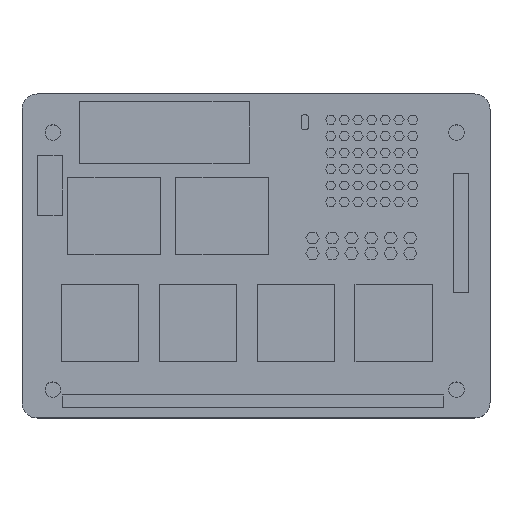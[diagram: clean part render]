
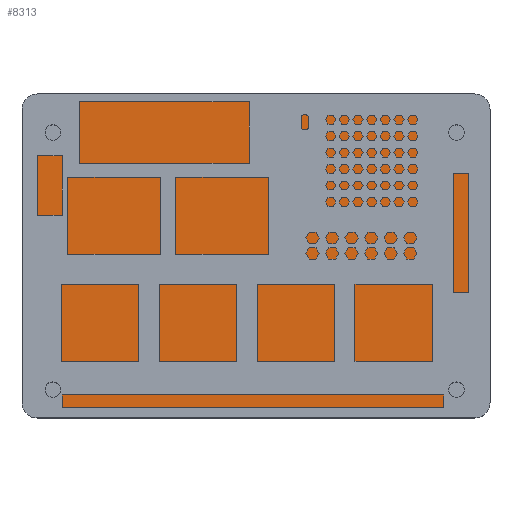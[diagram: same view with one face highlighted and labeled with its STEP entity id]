
A CAD part, top view. The second image highlights one B-rep face of the part: STEP entity #8313.
In plain terms, the highlighted planar face has unit normal (0, 0, 1).
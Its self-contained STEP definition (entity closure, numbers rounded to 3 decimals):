
#21=FACE_BOUND('',#982,.T.);
#22=FACE_BOUND('',#983,.T.);
#23=FACE_BOUND('',#984,.T.);
#24=FACE_BOUND('',#985,.T.);
#175=PLANE('',#8753);
#573=FACE_OUTER_BOUND('',#981,.T.);
#981=EDGE_LOOP('',(#5955,#5956,#5957,#5958));
#982=EDGE_LOOP('',(#5959));
#983=EDGE_LOOP('',(#5960));
#984=EDGE_LOOP('',(#5961));
#985=EDGE_LOOP('',(#5962));
#1519=CIRCLE('',#8742,1.5);
#1520=CIRCLE('',#8744,1.5);
#1521=CIRCLE('',#8746,1.5);
#1522=CIRCLE('',#8748,1.5);
#1575=LINE('',#11325,#2739);
#1578=LINE('',#11331,#2742);
#1579=LINE('',#11333,#2743);
#1580=LINE('',#11334,#2744);
#2739=VECTOR('',#9270,10.);
#2742=VECTOR('',#9275,10.);
#2743=VECTOR('',#9276,10.);
#2744=VECTOR('',#9277,10.);
#3899=VERTEX_POINT('',#11290);
#3900=VERTEX_POINT('',#11294);
#3901=VERTEX_POINT('',#11298);
#3902=VERTEX_POINT('',#11302);
#3908=VERTEX_POINT('',#11322);
#3909=VERTEX_POINT('',#11324);
#3911=VERTEX_POINT('',#11330);
#3912=VERTEX_POINT('',#11332);
#4706=EDGE_CURVE('',#3899,#3899,#1519,.T.);
#4708=EDGE_CURVE('',#3900,#3900,#1520,.T.);
#4710=EDGE_CURVE('',#3901,#3901,#1521,.T.);
#4712=EDGE_CURVE('',#3902,#3902,#1522,.T.);
#4723=EDGE_CURVE('',#3909,#3908,#1575,.T.);
#4726=EDGE_CURVE('',#3908,#3911,#1578,.T.);
#4727=EDGE_CURVE('',#3911,#3912,#1579,.T.);
#4728=EDGE_CURVE('',#3912,#3909,#1580,.T.);
#5955=ORIENTED_EDGE('',*,*,#4726,.T.);
#5956=ORIENTED_EDGE('',*,*,#4727,.T.);
#5957=ORIENTED_EDGE('',*,*,#4728,.T.);
#5958=ORIENTED_EDGE('',*,*,#4723,.T.);
#5959=ORIENTED_EDGE('',*,*,#4706,.T.);
#5960=ORIENTED_EDGE('',*,*,#4708,.T.);
#5961=ORIENTED_EDGE('',*,*,#4710,.T.);
#5962=ORIENTED_EDGE('',*,*,#4712,.T.);
#8313=ADVANCED_FACE('',(#573,#21,#22,#23,#24),#175,.F.);
#8742=AXIS2_PLACEMENT_3D('',#11291,#9235,#9236);
#8744=AXIS2_PLACEMENT_3D('',#11295,#9240,#9241);
#8746=AXIS2_PLACEMENT_3D('',#11299,#9245,#9246);
#8748=AXIS2_PLACEMENT_3D('',#11303,#9250,#9251);
#8753=AXIS2_PLACEMENT_3D('',#11329,#9273,#9274);
#9235=DIRECTION('center_axis',(0.,0.,-1.));
#9236=DIRECTION('ref_axis',(-1.,0.,0.));
#9240=DIRECTION('center_axis',(0.,0.,-1.));
#9241=DIRECTION('ref_axis',(-1.,0.,0.));
#9245=DIRECTION('center_axis',(0.,0.,-1.));
#9246=DIRECTION('ref_axis',(-1.,0.,0.));
#9250=DIRECTION('center_axis',(0.,0.,-1.));
#9251=DIRECTION('ref_axis',(-1.,0.,0.));
#9270=DIRECTION('',(-1.,0.,0.));
#9273=DIRECTION('center_axis',(0.,0.,-1.));
#9274=DIRECTION('ref_axis',(1.,0.,0.));
#9275=DIRECTION('',(0.,-1.,0.));
#9276=DIRECTION('',(1.,0.,0.));
#9277=DIRECTION('',(0.,1.,0.));
#11290=CARTESIAN_POINT('',(157.5,-87.5,-3.49));
#11291=CARTESIAN_POINT('Origin',(156.,-87.5,-3.49));
#11294=CARTESIAN_POINT('',(236.,-87.5,-3.49));
#11295=CARTESIAN_POINT('Origin',(234.5,-87.5,-3.49));
#11298=CARTESIAN_POINT('',(157.5,-137.5,-3.49));
#11299=CARTESIAN_POINT('Origin',(156.,-137.5,-3.49));
#11302=CARTESIAN_POINT('',(236.,-137.5,-3.49));
#11303=CARTESIAN_POINT('Origin',(234.5,-137.5,-3.49));
#11322=CARTESIAN_POINT('',(151.4,-81.28,-3.49));
#11324=CARTESIAN_POINT('',(239.5,-81.28,-3.49));
#11325=CARTESIAN_POINT('',(151.4,-81.28,-3.49));
#11329=CARTESIAN_POINT('Origin',(195.5,-111.5,-3.49));
#11330=CARTESIAN_POINT('',(151.4,-141.89,-3.49));
#11331=CARTESIAN_POINT('',(151.4,-141.89,-3.49));
#11332=CARTESIAN_POINT('',(239.5,-141.89,-3.49));
#11333=CARTESIAN_POINT('',(239.5,-141.89,-3.49));
#11334=CARTESIAN_POINT('',(239.5,-81.28,-3.49));
